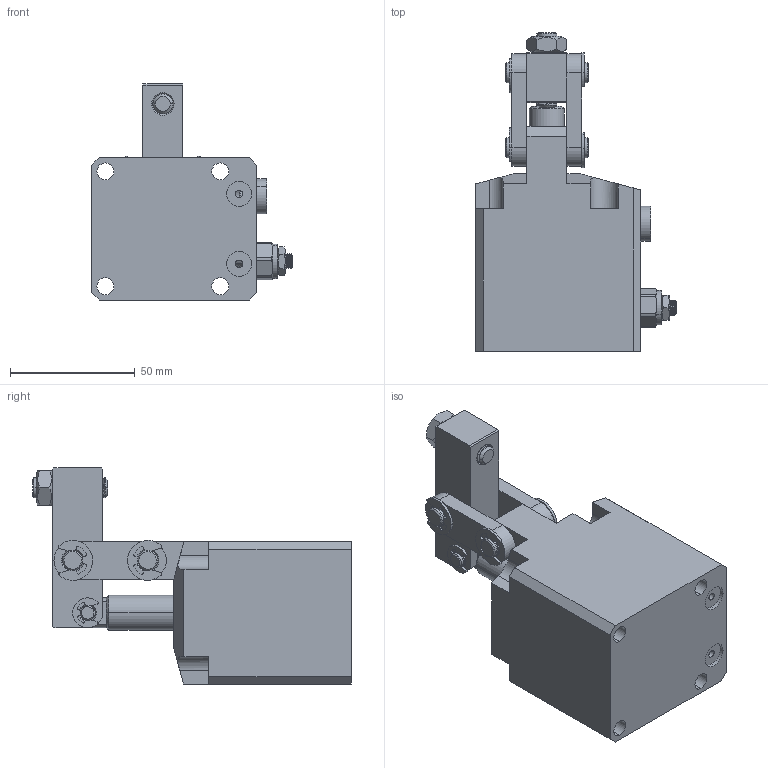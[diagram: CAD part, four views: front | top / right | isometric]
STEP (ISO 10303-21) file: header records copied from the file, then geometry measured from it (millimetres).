
FILE_DESCRIPTION (( 'STEP AP203' ), '1' );
FILE_NAME ('CBLU-35CL話裝宒蚐揤詰.STEP', '2019-04-14T06:26:31', ( '' ), ( '' ), 'SwSTEP 2.0', 'SolidWorks 2017', '' );
FILE_SCHEMA (( 'CONFIG_CONTROL_DESIGN' ));
Length unit declared in the file: millimetre
Products named in the file (13): 傻种粣_2; 蹟佪2; CZL10覃厒概_2_1; 酗种粣_2; 蟀裝_2; 掛极CL_2; e rings gb_GB_CONNECTING_PIECE_RINGS_HR 6_2; 35揤旋; ｻ鏸鄕ﾋ_2_1_3; 錨璃2_3; CBLU-35CL話裝宒蚐揤詰; M8蹟譫2; e rings gb_GB_CONNECTING_PIECE_RINGS_HR 8_2
Assembly tree (18 placements, depth 2):
  CBLU-35CL話裝宒蚐揤詰
    掛极CL_2
    ｻ鏸鄕ﾋ_2_1_3
    蟀裝_2  x2
    35揤旋
    傻种粣_2
    酗种粣_2  x2
    e rings gb_GB_CONNECTING_PIECE_RINGS_HR 6_2  x2
    e rings gb_GB_CONNECTING_PIECE_RINGS_HR 8_2  x4
    錨璃2_3
    CZL10覃厒概_2_1
    蹟佪2
    M8蹟譫2
Bounding box: 80.3 x 127.5 x 86.5 mm (x, y, z)
Volume: 258795.4 mm3; surface area: 62970.9 mm2
Topology: 20 solids, 20 shells, 760 faces, 1989 edges, 1281 vertices
Faces by surface type: cylinder 343, plane 210, cone 128, bspline 79
Entity records: 28045 total; most frequent: CARTESIAN_POINT 12069, ORIENTED_EDGE 3248, DIRECTION 2802, EDGE_CURVE 1624, AXIS2_PLACEMENT_3D 1077, VERTEX_POINT 1045, EDGE_LOOP 693, VECTOR 648
